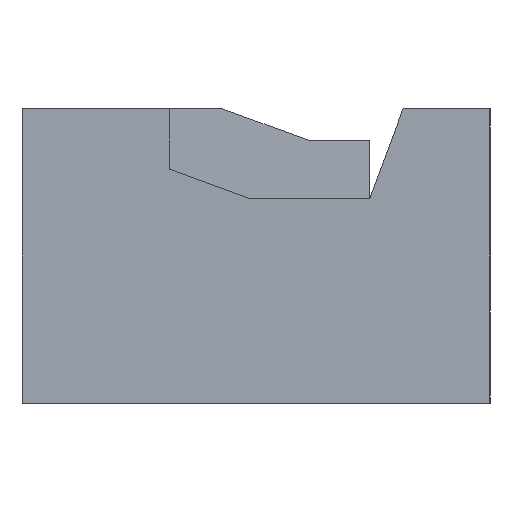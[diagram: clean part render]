
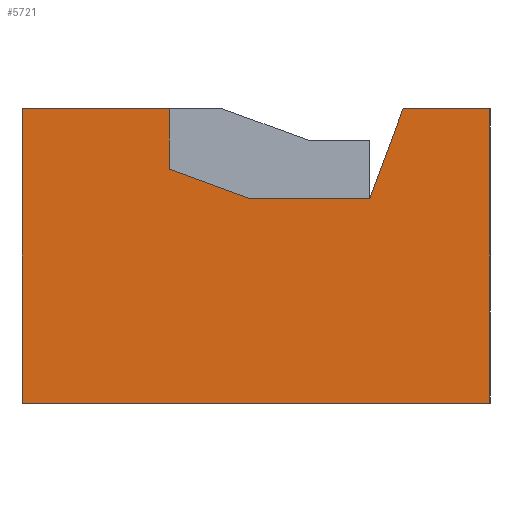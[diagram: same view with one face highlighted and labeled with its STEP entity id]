
A CAD part, left-side view. The second image highlights one B-rep face of the part: STEP entity #5721.
In plain terms, the highlighted planar face has unit normal (-1, 0, 0).
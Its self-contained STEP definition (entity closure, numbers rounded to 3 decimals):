
#1=DIRECTION('',(0.,-1.,0.));
#2=VECTOR('',#1,3.5);
#3=CARTESIAN_POINT('',(-5.275,1.75,-1.1));
#4=LINE('',#3,#2);
#17=DIRECTION('',(0.,0.349,-0.937));
#18=VECTOR('',#17,0.715);
#19=CARTESIAN_POINT('',(-5.275,-1.1,1.1));
#20=LINE('',#19,#18);
#21=DIRECTION('',(0.,0.,1.));
#22=VECTOR('',#21,2.2);
#23=CARTESIAN_POINT('',(-5.275,1.75,-1.1));
#24=LINE('',#23,#22);
#25=DIRECTION('',(0.,0.,-1.));
#26=VECTOR('',#25,0.45);
#27=CARTESIAN_POINT('',(-5.275,0.65,1.1));
#28=LINE('',#27,#26);
#29=DIRECTION('',(0.,0.939,0.345));
#30=VECTOR('',#29,0.639);
#31=CARTESIAN_POINT('',(-5.275,0.05,0.43));
#32=LINE('',#31,#30);
#33=DIRECTION('',(0.,1.,0.));
#34=VECTOR('',#33,0.9);
#35=CARTESIAN_POINT('',(-5.275,-0.85,0.43));
#36=LINE('',#35,#34);
#229=DIRECTION('',(0.,-1.,0.));
#230=VECTOR('',#229,0.65);
#231=CARTESIAN_POINT('',(-5.275,-1.1,1.1));
#232=LINE('',#231,#230);
#261=DIRECTION('',(0.,-1.,0.));
#262=VECTOR('',#261,1.1);
#263=CARTESIAN_POINT('',(-5.275,1.75,1.1));
#264=LINE('',#263,#262);
#413=DIRECTION('',(0.,0.,1.));
#414=VECTOR('',#413,2.2);
#415=CARTESIAN_POINT('',(-5.275,-1.75,-1.1));
#416=LINE('',#415,#414);
#4317=CARTESIAN_POINT('',(-5.275,1.75,-1.1));
#4318=CARTESIAN_POINT('',(-5.275,-1.75,-1.1));
#4319=VERTEX_POINT('',#4317);
#4320=VERTEX_POINT('',#4318);
#4325=CARTESIAN_POINT('',(-5.275,-1.75,1.1));
#4327=VERTEX_POINT('',#4325);
#4330=CARTESIAN_POINT('',(-5.275,1.75,1.1));
#4332=VERTEX_POINT('',#4330);
#4349=CARTESIAN_POINT('',(-5.275,-1.1,1.1));
#4350=CARTESIAN_POINT('',(-5.275,-0.85,0.43));
#4351=VERTEX_POINT('',#4349);
#4352=VERTEX_POINT('',#4350);
#4353=CARTESIAN_POINT('',(-5.275,0.05,0.43));
#4354=VERTEX_POINT('',#4353);
#4355=CARTESIAN_POINT('',(-5.275,0.65,0.65));
#4356=VERTEX_POINT('',#4355);
#4357=CARTESIAN_POINT('',(-5.275,0.65,1.1));
#4358=VERTEX_POINT('',#4357);
#5697=CARTESIAN_POINT('',(-5.275,1.75,-1.1));
#5698=DIRECTION('',(-1.,0.,0.));
#5699=DIRECTION('',(0.,-1.,0.));
#5700=AXIS2_PLACEMENT_3D('',#5697,#5698,#5699);
#5701=PLANE('',#5700);
#5703=ORIENTED_EDGE('',*,*,#5702,.F.);
#5705=ORIENTED_EDGE('',*,*,#5704,.T.);
#5707=ORIENTED_EDGE('',*,*,#5706,.F.);
#5708=ORIENTED_EDGE('',*,*,#5686,.F.);
#5710=ORIENTED_EDGE('',*,*,#5709,.T.);
#5712=ORIENTED_EDGE('',*,*,#5711,.T.);
#5714=ORIENTED_EDGE('',*,*,#5713,.T.);
#5716=ORIENTED_EDGE('',*,*,#5715,.F.);
#5718=ORIENTED_EDGE('',*,*,#5717,.F.);
#5719=EDGE_LOOP('',(#5703,#5705,#5707,#5708,#5710,#5712,#5714,#5716,#5718));
#5720=FACE_OUTER_BOUND('',#5719,.F.);
#5721=ADVANCED_FACE('',(#5720),#5701,.T.);
#5686=EDGE_CURVE('',#4319,#4320,#4,.T.);
#5702=EDGE_CURVE('',#4351,#4352,#20,.T.);
#5704=EDGE_CURVE('',#4351,#4327,#232,.T.);
#5706=EDGE_CURVE('',#4320,#4327,#416,.T.);
#5709=EDGE_CURVE('',#4319,#4332,#24,.T.);
#5711=EDGE_CURVE('',#4332,#4358,#264,.T.);
#5713=EDGE_CURVE('',#4358,#4356,#28,.T.);
#5715=EDGE_CURVE('',#4354,#4356,#32,.T.);
#5717=EDGE_CURVE('',#4352,#4354,#36,.T.);
